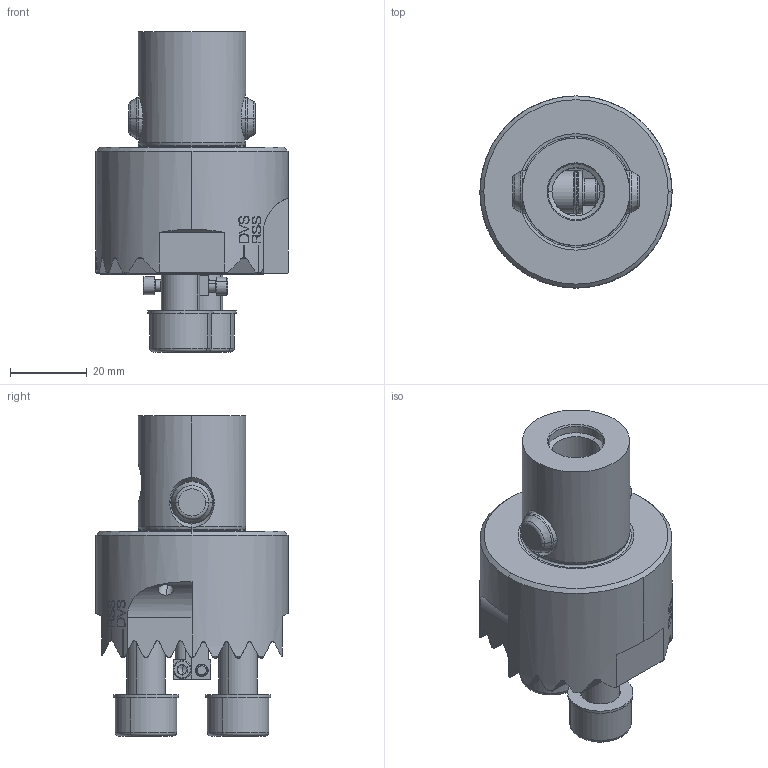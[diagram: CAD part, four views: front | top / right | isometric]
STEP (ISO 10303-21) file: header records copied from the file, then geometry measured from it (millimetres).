
FILE_DESCRIPTION(('no description'),'unknown implementation level');
FILE_NAME('D7BB478D-05E7-4AD1-9EEF-05987A992472_export.stp',' ',('CIMSOURCE GmbH'),('CADClick - KiM GmbH - www.kimweb.de'),'unknown preprocess','ACIS','unknown authorization');
FILE_SCHEMA(('automotive_design'));
Length unit declared in the file: millimetre
Products named in the file (11): 319.501 Kaiser SW53-70(86)xCK5|693.179 Kaiser ETL �10.5_17_eingebaut (flach);Rotation1; 319.501 Kaiser SW53-70(86)xCK5|690.195 Kaiser ETL M3x14.5 spez;Linear austragen2; 319.501 Kaiser SW53-70(86)xCK5|319.550 Kaiser ETL SW53;Fase1; 319.501 Kaiser SW53-70(86)xCK5|690.105 Kaiser ETL M10 X 30A_DIN 912 M10 x 30 --- 30C;Hex; 319.501 Kaiser SW53-70(86)xCK5|319.530 Kaiser SW53xCK5;RSS2; 319.501 Kaiser SW53-70(86)xCK5|690.189 Kaiser ETL M3x16;Verrundung2; 319.501 Kaiser SW53-70(86)xCK5|691.505 Kaiser ETL D11 X 33K|693.304 Sprengring;Schnitt-Linear austragen1; 319.501 Kaiser SW53-70(86)xCK5|691.505 Kaiser ETL D11 X 33K|691.525 Mitnehmerbolzen;Rotation1
Bounding box: 50 x 50 x 83.3 mm (x, y, z)
Volume: 12140.3 mm3; surface area: 24102.7 mm2
Topology: 10 solids, 11 shells, 668 faces, 1700 edges, 1068 vertices
Faces by surface type: plane 237, cylinder 167, bspline 128, cone 82, torus 46, sphere 8
Entity records: 61208 total; most frequent: CARTESIAN_POINT 26794, STYLED_ITEM 3421, PRESENTATION_STYLE_ASSIGNMENT 3421, COLOUR_RGB 3421, ORIENTED_EDGE 3356, DIRECTION 2831, EDGE_CURVE 1678, CURVE_STYLE 1678
